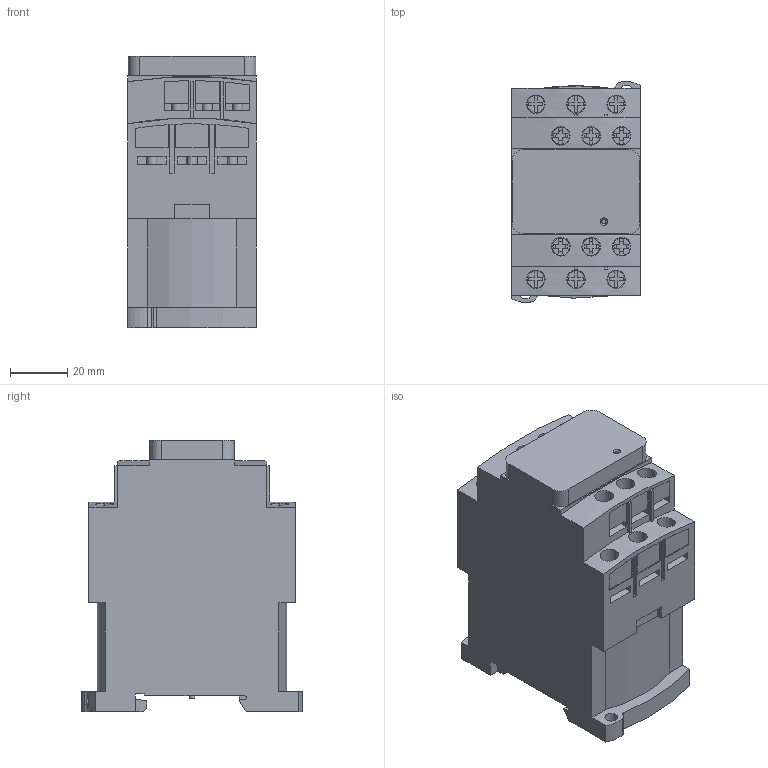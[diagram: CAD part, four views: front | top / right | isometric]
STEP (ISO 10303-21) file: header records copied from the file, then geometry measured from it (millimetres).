
FILE_DESCRIPTION((''),'2;1');
FILE_NAME('LC1D09-18-DC-3D_ASM','2021-09-16T13:53:08',('SESA540900'),('Schneider-Electric'),'CREO PARAMETRIC BY PTC INC, 2019471','CREO PARAMETRIC BY PTC INC, 2019471','');
FILE_SCHEMA(('AP242_MANAGED_MODEL_BASED_3D_ENGINEERING_MIM_LF { 1 0 10303 442 1 1 4 }'));
Products named in the file (2): LC1D09-18C-DC; LC1D09-18-DC-3D_ASM
Assembly tree (1 placements, depth 2):
  LC1D09-18-DC-3D_ASM
    LC1D09-18C-DC
Bounding box: 44.8 x 76.96 x 94.6 mm (x, y, z)
Volume: 246376.8 mm3; surface area: 39600.7 mm2
Topology: 2 solids, 2 shells, 597 faces, 1605 edges, 1106 vertices
Faces by surface type: plane 436, cylinder 159, cone 2
Entity records: 54313 total; most frequent: CARTESIAN_POINT 30481, DIRECTION 3233, ORIENTED_EDGE 3170, PRESENTATION_STYLE_ASSIGNMENT 1843, STYLED_ITEM 1623, CURVE_STYLE 1612, EDGE_CURVE 1585, VECTOR 1225
